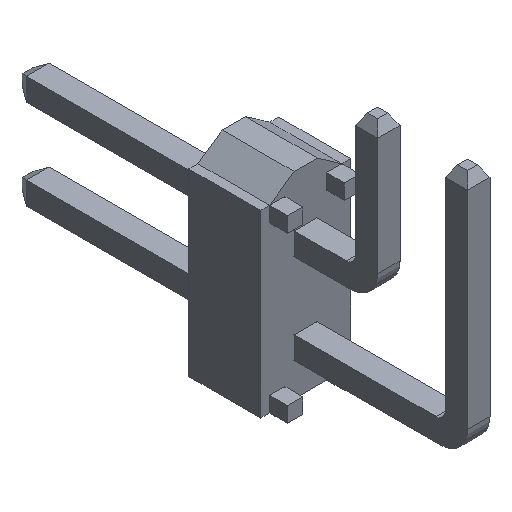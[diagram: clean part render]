
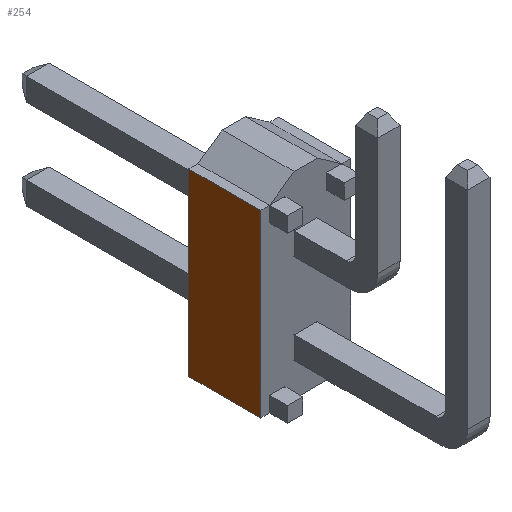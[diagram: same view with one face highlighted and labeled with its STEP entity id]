
A CAD part, isometric view. The second image highlights one B-rep face of the part: STEP entity #254.
In plain terms, the highlighted planar face has unit normal (-1, 0, 0).
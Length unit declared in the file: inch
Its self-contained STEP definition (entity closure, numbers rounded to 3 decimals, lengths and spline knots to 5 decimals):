
#254 = ADVANCED_FACE( '', ( #514 ), #515, .F. );
#514 = FACE_OUTER_BOUND( '', #788, .T. );
#515 = PLANE( '', #789 );
#788 = EDGE_LOOP( '', ( #1362, #1363, #1364, #1365 ) );
#789 = AXIS2_PLACEMENT_3D( '', #1366, #1367, #1368 );
#1362 = ORIENTED_EDGE( '', *, *, #1875, .F. );
#1363 = ORIENTED_EDGE( '', *, *, #1889, .F. );
#1364 = ORIENTED_EDGE( '', *, *, #1778, .F. );
#1365 = ORIENTED_EDGE( '', *, *, #1796, .T. );
#1366 = CARTESIAN_POINT( '', ( -0.05, 0.1, -0.1 ) );
#1367 = DIRECTION( '', ( 1., 0., 0. ) );
#1368 = DIRECTION( '', ( 0., 0., -1. ) );
#1778 = EDGE_CURVE( '', #2159, #2161, #2162, .T. );
#1796 = EDGE_CURVE( '', #2159, #2189, #2191, .T. );
#1875 = EDGE_CURVE( '', #2300, #2189, #2302, .T. );
#1889 = EDGE_CURVE( '', #2161, #2300, #2318, .T. );
#2159 = VERTEX_POINT( '', #2687 );
#2161 = VERTEX_POINT( '', #2690 );
#2162 = LINE( '', #2691, #2692 );
#2189 = VERTEX_POINT( '', #2732 );
#2191 = LINE( '', #2735, #2736 );
#2300 = VERTEX_POINT( '', #2901 );
#2302 = LINE( '', #2904, #2905 );
#2318 = LINE( '', #2930, #2931 );
#2687 = CARTESIAN_POINT( '', ( -0.05, 0.1, -0.1 ) );
#2690 = CARTESIAN_POINT( '', ( -0.05, 0.1, 0.1 ) );
#2691 = CARTESIAN_POINT( '', ( -0.05, 0.1, -0.1 ) );
#2692 = VECTOR( '', #3123, 39.37008 );
#2732 = CARTESIAN_POINT( '', ( -0.05, 0.02, -0.1 ) );
#2735 = CARTESIAN_POINT( '', ( -0.05, 0.1, -0.1 ) );
#2736 = VECTOR( '', #3138, 39.37008 );
#2901 = CARTESIAN_POINT( '', ( -0.05, 0.02, 0.1 ) );
#2904 = CARTESIAN_POINT( '', ( -0.05, 0.02, -0.1 ) );
#2905 = VECTOR( '', #3202, 39.37008 );
#2930 = CARTESIAN_POINT( '', ( -0.05, 0.1, 0.1 ) );
#2931 = VECTOR( '', #3212, 39.37008 );
#3123 = DIRECTION( '', ( 0., 0., 1. ) );
#3138 = DIRECTION( '', ( 0., -1., 0. ) );
#3202 = DIRECTION( '', ( 0., 0., -1. ) );
#3212 = DIRECTION( '', ( 0., -1., 0. ) );
